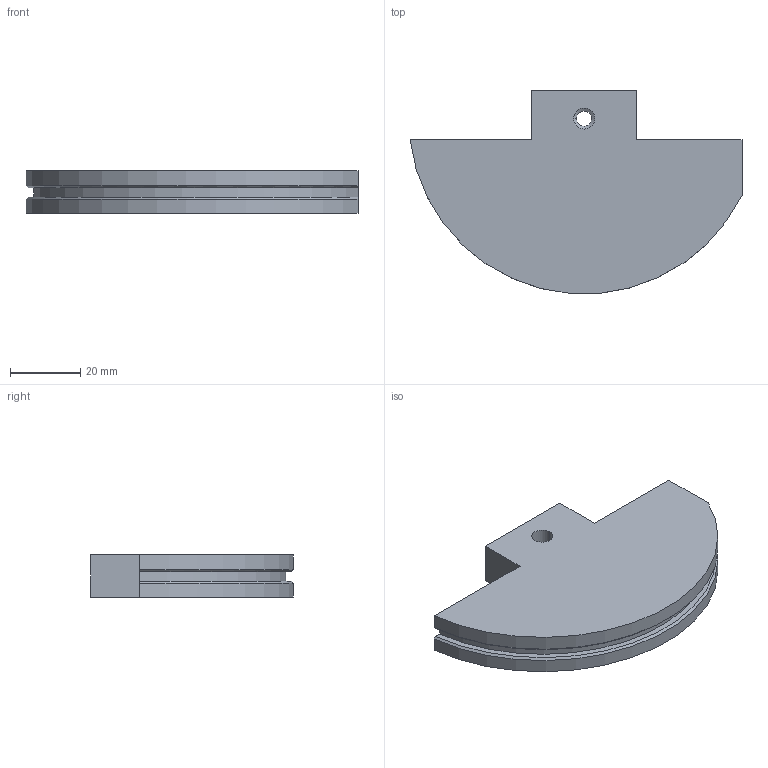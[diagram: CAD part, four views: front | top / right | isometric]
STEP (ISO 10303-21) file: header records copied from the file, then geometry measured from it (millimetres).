
FILE_DESCRIPTION (( 'STEP AP214' ), '1' );
FILE_NAME ('POULIE FLEXION-2.STEP', '2020-05-20T14:39:52', ( '' ), ( '' ), 'SwSTEP 2.0', 'SolidWorks 2019', '' );
FILE_SCHEMA (( 'AUTOMOTIVE_DESIGN' ));
Length unit declared in the file: millimetre
Products named in the file (2): POULIE FLEXION-2
Bounding box: 94.64 x 57.84 x 12 mm (x, y, z)
Volume: 42792 mm3; surface area: 11724 mm2
Topology: 1 solids, 1 shells, 29 faces, 75 edges, 46 vertices
Faces by surface type: cylinder 11, plane 10, cone 8
Entity records: 1032 total; most frequent: CARTESIAN_POINT 212, DIRECTION 151, ORIENTED_EDGE 142, EDGE_CURVE 71, AXIS2_PLACEMENT_3D 55, VERTEX_POINT 46, VECTOR 41, LINE 41
